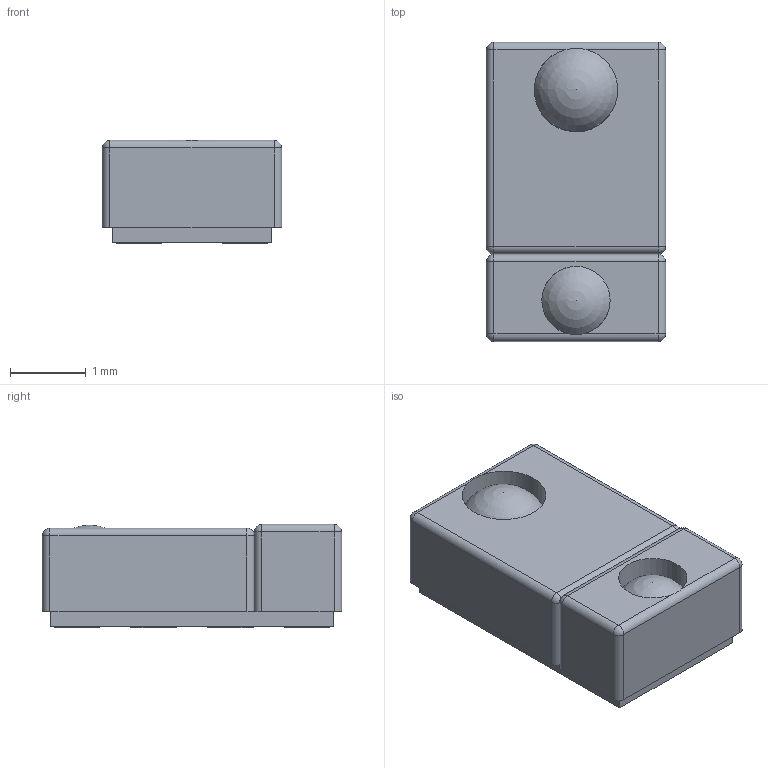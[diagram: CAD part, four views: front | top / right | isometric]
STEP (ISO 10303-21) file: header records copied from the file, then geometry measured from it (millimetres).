
FILE_DESCRIPTION(/* description */ (''),/* implementation_level */ '2;1');
FILE_NAME(/* name */ 'APDS-9960.step',/* time_stamp */ '2019-12-19T13:40:20-05:00',/* author */ (''),/* organization */ (''),/* preprocessor_version */ 'ST-DEVELOPER v18',/* originating_system */ 'Autodesk Translation Framework v8.12.0.6',/* authorisation */ '');
FILE_SCHEMA (('AUTOMOTIVE_DESIGN { 1 0 10303 214 3 1 1 }'));
Length unit declared in the file: millimetre
Products named in the file (1): APDS-9960
Bounding box: 2.36 x 3.94 x 1.36 mm (x, y, z)
Volume: 11.7 mm3; surface area: 58.8 mm2
Topology: 10 solids, 10 shells, 95 faces, 205 edges, 128 vertices
Faces by surface type: plane 67, cylinder 18, sphere 10
Full cylindrical faces by diameter (mm): 0.9 x1, 1.1 x1
Entity records: 2584 total; most frequent: CARTESIAN_POINT 457, DIRECTION 434, ORIENTED_EDGE 406, EDGE_CURVE 203, LINE 156, VECTOR 156, AXIS2_PLACEMENT_3D 139, VERTEX_POINT 128
